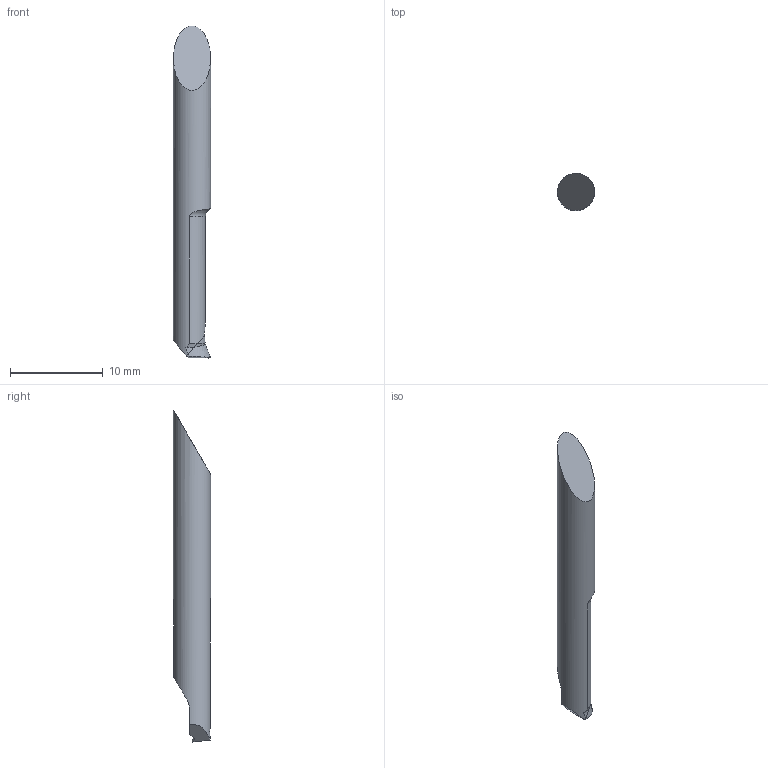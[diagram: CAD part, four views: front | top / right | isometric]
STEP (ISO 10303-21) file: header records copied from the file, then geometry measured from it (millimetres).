
FILE_DESCRIPTION(/* description */ (''),/* implementation_level */ '2;1');
FILE_NAME(/* name */ '1578034978419.stp',/* time_stamp */ '2020-01-03T12:33:12+05:00',/* author */ (''),/* organization */ ('SMS'),/* preprocessor_version */ 'ST-DEVELOPER v16.7',/* originating_system */ 'SIEMENS PLM Software NX 12.0',/* authorisation */ '');
FILE_SCHEMA (('AUTOMOTIVE_DESIGN { 1 0 10303 214 3 1 1 1 }'));
Length unit declared in the file: millimetre
Products named in the file (1): 202043199mod000_00
Bounding box: 4 x 4 x 35.71 mm (x, y, z)
Volume: 342.4 mm3; surface area: 413 mm2
Topology: 2 solids, 2 shells, 30 faces, 77 edges, 54 vertices
Faces by surface type: plane 12, bspline 8, cylinder 7, cone 2, torus 1
Full cylindrical faces by diameter (mm): 4 x1
Entity records: 1566 total; most frequent: CARTESIAN_POINT 909, ORIENTED_EDGE 148, DIRECTION 85, EDGE_CURVE 74, VERTEX_POINT 49, B_SPLINE_CURVE_WITH_KNOTS 37, AXIS2_PLACEMENT_3D 34, EDGE_LOOP 31
